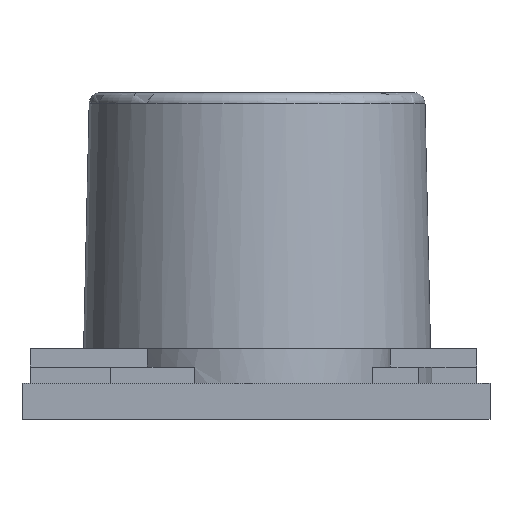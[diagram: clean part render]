
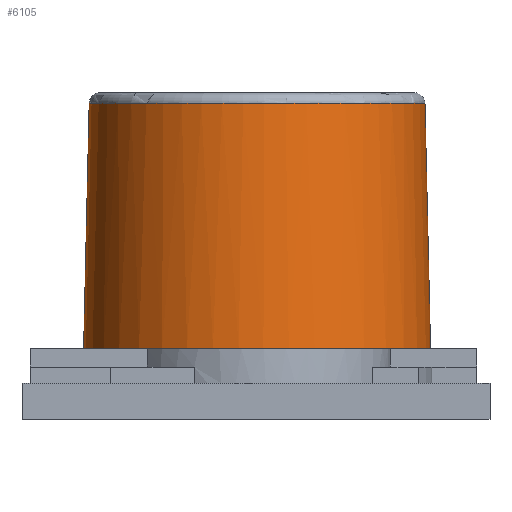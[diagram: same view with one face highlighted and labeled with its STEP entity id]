
A CAD part, front view. The second image highlights one B-rep face of the part: STEP entity #6105.
In plain terms, the highlighted free-form (B-spline) face has degree [2, 1] with [5, 2] control points.
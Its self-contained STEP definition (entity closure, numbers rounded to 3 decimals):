
#12 = CARTESIAN_POINT ( 'NONE',  ( 19.291, 2.934, 3.353 ) ) ;
#339 = CARTESIAN_POINT ( 'NONE',  ( 3.171, 11.125, 14.921 ) ) ;
#632 = CARTESIAN_POINT ( 'NONE',  ( 11.1, 2.934, 3.353 ) ) ;
#681 = CARTESIAN_POINT ( 'NONE',  ( 3.377, 9.05, 14.921 ) ) ;
#743 = CARTESIAN_POINT ( 'NONE',  ( 3.848, 7.315, 3.353 ) ) ;
#1065 = CARTESIAN_POINT ( 'NONE',  ( 3.848, 7.315, 3.353 ) ) ;
#1158 = EDGE_CURVE ( 'NONE', #1632, #7674, #8495, .T. ) ;
#1175 = CARTESIAN_POINT ( 'NONE',  ( 3.171, 11.125, 14.921 ) ) ;
#1259 = CARTESIAN_POINT ( 'NONE',  ( 2.908, 11.125, 3.353 ) ) ;
#1364 = CARTESIAN_POINT ( 'NONE',  ( 2.908, 2.934, 3.353 ) ) ;
#1632 = VERTEX_POINT ( 'NONE', #743 ) ;
#1966 =( BOUNDED_CURVE ( )  B_SPLINE_CURVE ( 2, ( #1065, #2466, #3241, #3976, #4011 ),
 .UNSPECIFIED., .F., .F. ) 
 B_SPLINE_CURVE_WITH_KNOTS ( ( 3, 2, 3 ),
 ( 0., 0.408, 1. ),
 .UNSPECIFIED. ) 
 CURVE ( )  GEOMETRIC_REPRESENTATION_ITEM ( )  RATIONAL_B_SPLINE_CURVE ( ( 0.835, 0.782, 1., 0.684, 0.937 ) ) 
 REPRESENTATION_ITEM ( '' )  );
#1974 = CARTESIAN_POINT ( 'NONE',  ( 3.305, 8.522, 3.353 ) ) ;
#2120 = CARTESIAN_POINT ( 'NONE',  ( 15.973, 4.785, 14.921 ) ) ;
#2466 = CARTESIAN_POINT ( 'NONE',  ( 6.15, 2.934, 3.353 ) ) ;
#2809 = ORIENTED_EDGE ( 'NONE', *, *, #1158, .F. ) ;
#2814 = CARTESIAN_POINT ( 'NONE',  ( 19.029, 10.087, 14.921 ) ) ;
#2844 = CARTESIAN_POINT ( 'NONE',  ( 3.171, 10.087, 14.921 ) ) ;
#2879 = CARTESIAN_POINT ( 'NONE',  ( 18.822, 9.05, 14.921 ) ) ;
#2926 = CARTESIAN_POINT ( 'NONE',  ( 19.029, 11.125, 14.921 ) ) ;
#3241 = CARTESIAN_POINT ( 'NONE',  ( 11.1, 2.934, 3.353 ) ) ;
#3314 = ORIENTED_EDGE ( 'NONE', *, *, #5460, .F. ) ;
#3423 = CARTESIAN_POINT ( 'NONE',  ( 2.989, 9.804, 3.353 ) ) ;
#3462 = CARTESIAN_POINT ( 'NONE',  ( 3.541, 7.9, 3.353 ) ) ;
#3487 = CARTESIAN_POINT ( 'NONE',  ( 19.029, 11.125, 14.921 ) ) ;
#3653 = CARTESIAN_POINT ( 'NONE',  ( 2.908, 11.125, 3.353 ) ) ;
#3677 = CARTESIAN_POINT ( 'NONE',  ( 19.029, 11.125, 14.921 ) ) ;
#3704 =( BOUNDED_CURVE ( )  B_SPLINE_CURVE ( 1, ( #3487, #7087 ),
 .UNSPECIFIED., .F., .F. ) 
 B_SPLINE_CURVE_WITH_KNOTS ( ( 2, 2 ),
 ( 0., 1. ),
 .UNSPECIFIED. ) 
 CURVE ( )  GEOMETRIC_REPRESENTATION_ITEM ( )  RATIONAL_B_SPLINE_CURVE ( ( 0.937, 0.937 ) ) 
 REPRESENTATION_ITEM ( '' )  );
#3760 = ORIENTED_EDGE ( 'NONE', *, *, #6549, .T. ) ;
#3952 = CARTESIAN_POINT ( 'NONE',  ( 2.908, 11.125, 3.353 ) ) ;
#3976 = CARTESIAN_POINT ( 'NONE',  ( 19.291, 2.934, 3.353 ) ) ;
#4011 = CARTESIAN_POINT ( 'NONE',  ( 19.291, 11.125, 3.353 ) ) ;
#4288 = CARTESIAN_POINT ( 'NONE',  ( 9.024, 3.403, 14.921 ) ) ;
#4512 = ORIENTED_EDGE ( 'NONE', *, *, #6599, .T. ) ;
#4604 = VERTEX_POINT ( 'NONE', #7162 ) ;
#5056 = CARTESIAN_POINT ( 'NONE',  ( 19.291, 11.125, 3.353 ) ) ;
#5068 = CARTESIAN_POINT ( 'NONE',  ( 17.44, 6.252, 14.921 ) ) ;
#5104 = CARTESIAN_POINT ( 'NONE',  ( 7.107, 4.197, 14.921 ) ) ;
#5420 =( BOUNDED_CURVE ( )  B_SPLINE_CURVE ( 1, ( #339, #3952 ),
 .UNSPECIFIED., .F., .F. ) 
 B_SPLINE_CURVE_WITH_KNOTS ( ( 2, 2 ),
 ( 0., 1. ),
 .UNSPECIFIED. ) 
 CURVE ( )  GEOMETRIC_REPRESENTATION_ITEM ( )  RATIONAL_B_SPLINE_CURVE ( ( 0.937, 0.937 ) ) 
 REPRESENTATION_ITEM ( '' )  );
#5460 = EDGE_CURVE ( 'NONE', #6175, #7661, #6553, .T. ) ;
#5484 = CARTESIAN_POINT ( 'NONE',  ( 3.171, 11.125, 14.921 ) ) ;
#5636 = CARTESIAN_POINT ( 'NONE',  ( 2.908, 10.465, 3.353 ) ) ;
#5809 = CARTESIAN_POINT ( 'NONE',  ( 3.171, 3.196, 14.921 ) ) ;
#5866 = EDGE_LOOP ( 'NONE', ( #4512, #2809, #3760, #9681, #3314 ) ) ;
#5919 = CARTESIAN_POINT ( 'NONE',  ( 19.029, 11.125, 14.921 ) ) ;
#6105 = ADVANCED_FACE ( 'NONE', ( #6124 ), #7168, .T. ) ;
#6124 = FACE_OUTER_BOUND ( 'NONE', #5866, .T. ) ;
#6175 = VERTEX_POINT ( 'NONE', #5484 ) ;
#6437 = CARTESIAN_POINT ( 'NONE',  ( 3.848, 7.315, 3.353 ) ) ;
#6527 = CARTESIAN_POINT ( 'NONE',  ( 15.093, 4.197, 14.921 ) ) ;
#6549 = EDGE_CURVE ( 'NONE', #1632, #4604, #1966, .T. ) ;
#6553 = B_SPLINE_CURVE_WITH_KNOTS ( 'NONE', 3,
 ( #1175, #2844, #681, #8902, #7275, #8040, #5104, #4288, #6591, #6656, #8075, #6527, #2120, #5068, #7341, #2879, #2814, #3677 ),
 .UNSPECIFIED., .F., .F.,
 ( 4, 2, 2, 2, 2, 2, 2, 2, 4 ),
 ( 0., 0.125, 0.25, 0.375, 0.5, 0.625, 0.75, 0.875, 1. ),
 .UNSPECIFIED. ) ;
#6591 = CARTESIAN_POINT ( 'NONE',  ( 10.062, 3.196, 14.921 ) ) ;
#6599 = EDGE_CURVE ( 'NONE', #6175, #7674, #5420, .T. ) ;
#6656 = CARTESIAN_POINT ( 'NONE',  ( 12.138, 3.196, 14.921 ) ) ;
#7087 = CARTESIAN_POINT ( 'NONE',  ( 19.291, 11.125, 3.353 ) ) ;
#7162 = CARTESIAN_POINT ( 'NONE',  ( 19.291, 11.125, 3.353 ) ) ;
#7168 =( BOUNDED_SURFACE ( )  B_SPLINE_SURFACE ( 2, 1, ( 
 ( #5919, #5056 ),
 ( #8819, #12 ),
 ( #8058, #632 ),
 ( #5809, #1364 ),
 ( #8258, #1259 ) ),
 .UNSPECIFIED., .F., .F., .F. ) 
 B_SPLINE_SURFACE_WITH_KNOTS ( ( 3, 2, 3 ),
 ( 2, 2 ),
 ( 0.015, 1.571, 3.126 ),
 ( -11.572, 0. ),
 .UNSPECIFIED. ) 
 GEOMETRIC_REPRESENTATION_ITEM ( )  RATIONAL_B_SPLINE_SURFACE ( (
 ( 0.937, 0.937),
 ( 0.684, 0.684),
 ( 1., 1.),
 ( 0.684, 0.684),
 ( 0.937, 0.937) ) ) 
 REPRESENTATION_ITEM ( '' )  SURFACE ( )  );
#7275 = CARTESIAN_POINT ( 'NONE',  ( 4.759, 6.252, 14.921 ) ) ;
#7341 = CARTESIAN_POINT ( 'NONE',  ( 18.028, 7.132, 14.921 ) ) ;
#7661 = VERTEX_POINT ( 'NONE', #2926 ) ;
#7674 = VERTEX_POINT ( 'NONE', #3653 ) ;
#7953 = CARTESIAN_POINT ( 'NONE',  ( 2.908, 11.125, 3.353 ) ) ;
#8040 = CARTESIAN_POINT ( 'NONE',  ( 6.227, 4.785, 14.921 ) ) ;
#8058 = CARTESIAN_POINT ( 'NONE',  ( 11.1, 3.196, 14.921 ) ) ;
#8075 = CARTESIAN_POINT ( 'NONE',  ( 13.175, 3.403, 14.921 ) ) ;
#8258 = CARTESIAN_POINT ( 'NONE',  ( 3.171, 11.125, 14.921 ) ) ;
#8495 = B_SPLINE_CURVE_WITH_KNOTS ( 'NONE', 3,
 ( #6437, #3462, #1974, #3423, #5636, #7953 ),
 .UNSPECIFIED., .F., .F.,
 ( 4, 2, 4 ),
 ( 0., 0.5, 1. ),
 .UNSPECIFIED. ) ;
#8819 = CARTESIAN_POINT ( 'NONE',  ( 19.029, 3.196, 14.921 ) ) ;
#8902 = CARTESIAN_POINT ( 'NONE',  ( 4.172, 7.132, 14.921 ) ) ;
#9287 = EDGE_CURVE ( 'NONE', #7661, #4604, #3704, .T. ) ;
#9681 = ORIENTED_EDGE ( 'NONE', *, *, #9287, .F. ) ;
